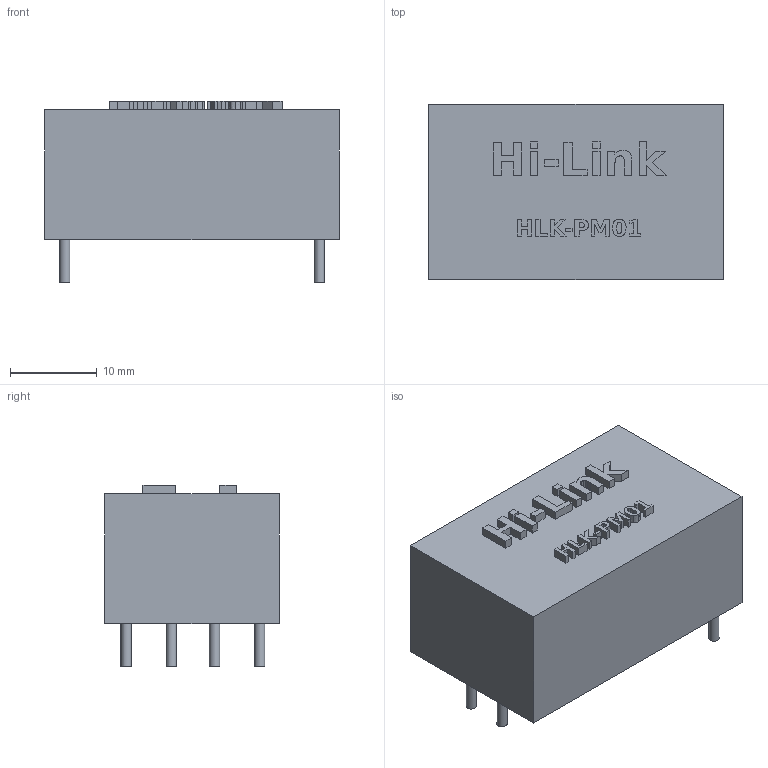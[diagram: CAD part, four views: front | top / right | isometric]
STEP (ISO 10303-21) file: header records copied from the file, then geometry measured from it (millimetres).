
FILE_DESCRIPTION(('FreeCAD Model'),'2;1');
FILE_NAME('hlk-pm01.step','2016-10-17T11:35:01',('Author') ,(''),'Open CASCADE STEP processor 6.8','FreeCAD','Unknown');
FILE_SCHEMA(('AUTOMOTIVE_DESIGN_CC2 { 1 2 10303 214 -1 1 5 4 }'));
Length unit declared in the file: millimetre
Products named in the file (2): ASSEMBLY; hlk-pm01
Assembly tree (1 placements, depth 2):
  ASSEMBLY
    hlk-pm01
Bounding box: 34 x 20.2 x 21 mm (x, y, z)
Volume: 10369.3 mm3; surface area: 3234.7 mm2
Topology: 1 solids, 1 shells, 189 faces, 492 edges, 328 vertices
Faces by surface type: plane 151, extrusion 34, cylinder 4
Full cylindrical faces by diameter (mm): 1.2 x4
Entity records: 13693 total; most frequent: CARTESIAN_POINT 2575, DIRECTION 1680, VECTOR 1350, LINE 1316, ORIENTED_EDGE 984, PCURVE 984, DEFINITIONAL_REPRESENTATION 984, EDGE_CURVE 492
